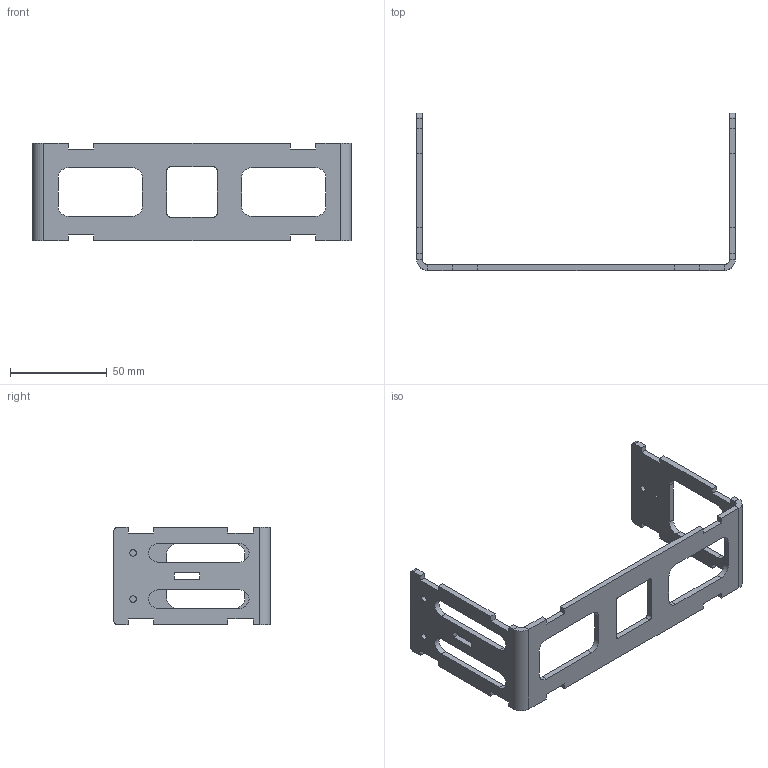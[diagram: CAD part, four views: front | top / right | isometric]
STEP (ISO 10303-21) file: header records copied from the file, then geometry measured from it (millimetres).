
FILE_DESCRIPTION (( 'STEP AP214' ), '1' );
FILE_NAME ('ClamshellBottom.STEP', '2025-02-23T18:45:17', ( '' ), ( '' ), 'SwSTEP 2.0', 'SolidWorks 2024', '' );
FILE_SCHEMA (( 'AUTOMOTIVE_DESIGN' ));
Length unit declared in the file: inch
Products named in the file (1): ClamshellBottom
Bounding box: 164.98 x 81.28 x 50.55 mm (x, y, z)
Volume: 31774.4 mm3; surface area: 25729.2 mm2
Topology: 1 solids, 1 shells, 128 faces, 362 edges, 236 vertices
Faces by surface type: plane 90, cylinder 38
Entity records: 4185 total; most frequent: CARTESIAN_POINT 727, ORIENTED_EDGE 724, DIRECTION 696, EDGE_CURVE 362, LINE 286, VECTOR 286, VERTEX_POINT 236, AXIS2_PLACEMENT_3D 205
